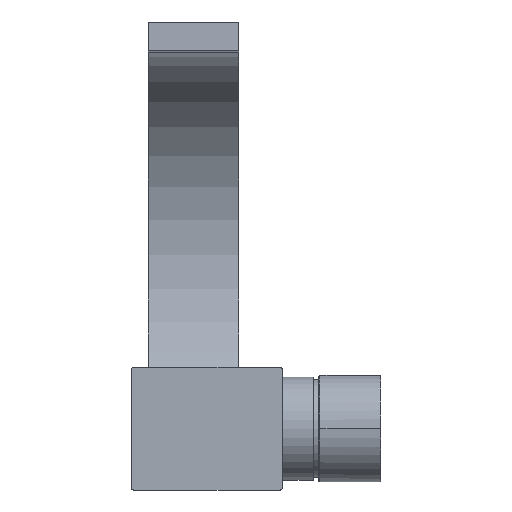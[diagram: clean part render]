
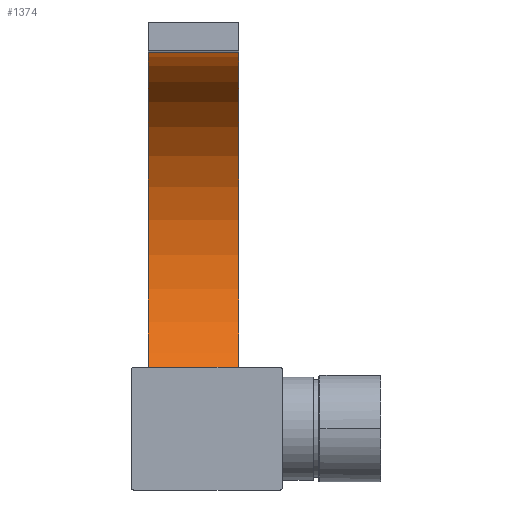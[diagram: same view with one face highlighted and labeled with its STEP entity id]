
A CAD part, front view. The second image highlights one B-rep face of the part: STEP entity #1374.
In plain terms, the highlighted cylindrical face has radius 77 mm (diameter 154 mm), a partial arc.
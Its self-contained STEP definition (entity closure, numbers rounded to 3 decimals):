
#12 = FACE_OUTER_BOUND ( 'NONE', #2212, .T. ) ;
#104 = AXIS2_PLACEMENT_3D ( 'NONE', #110, #1443, #312 ) ;
#110 = CARTESIAN_POINT ( 'NONE',  ( 17.5, 181., 82.5 ) ) ;
#114 = CARTESIAN_POINT ( 'NONE',  ( 17.5, 181., 5.5 ) ) ;
#167 = VERTEX_POINT ( 'NONE', #992 ) ;
#312 = DIRECTION ( 'NONE',  ( 0., 0., -1. ) ) ;
#329 = VERTEX_POINT ( 'NONE', #2184 ) ;
#348 = EDGE_CURVE ( 'NONE', #1342, #329, #1613, .T. ) ;
#489 = CARTESIAN_POINT ( 'NONE',  ( -17.5, 181., 5.5 ) ) ;
#535 = CIRCLE ( 'NONE', #104, 77. ) ;
#554 = CARTESIAN_POINT ( 'NONE',  ( 0., 181., 82.5 ) ) ;
#973 = ORIENTED_EDGE ( 'NONE', *, *, #2041, .T. ) ;
#978 = VECTOR ( 'NONE', #1829, 1000. ) ;
#992 = CARTESIAN_POINT ( 'NONE',  ( 17.5, 183.687, 159.453 ) ) ;
#1126 = ORIENTED_EDGE ( 'NONE', *, *, #1156, .T. ) ;
#1156 = EDGE_CURVE ( 'NONE', #1342, #1422, #1400, .T. ) ;
#1307 = DIRECTION ( 'NONE',  ( 1., 0., 0. ) ) ;
#1342 = VERTEX_POINT ( 'NONE', #1849 ) ;
#1374 = ADVANCED_FACE ( 'NONE', ( #12 ), #2434, .F. ) ;
#1400 = LINE ( 'NONE', #489, #1843 ) ;
#1422 = VERTEX_POINT ( 'NONE', #114 ) ;
#1440 = CARTESIAN_POINT ( 'NONE',  ( -17.5, 183.687, 159.453 ) ) ;
#1443 = DIRECTION ( 'NONE',  ( 1., 0., 0. ) ) ;
#1483 = LINE ( 'NONE', #1440, #978 ) ;
#1613 = CIRCLE ( 'NONE', #2355, 77. ) ;
#1686 = DIRECTION ( 'NONE',  ( 0., 0., -1. ) ) ;
#1720 = DIRECTION ( 'NONE',  ( 0., 0., -1. ) ) ;
#1829 = DIRECTION ( 'NONE',  ( 1., 0., 0. ) ) ;
#1843 = VECTOR ( 'NONE', #2004, 1000. ) ;
#1849 = CARTESIAN_POINT ( 'NONE',  ( -17.5, 181., 5.5 ) ) ;
#1913 = AXIS2_PLACEMENT_3D ( 'NONE', #554, #2058, #1686 ) ;
#2004 = DIRECTION ( 'NONE',  ( 1., 0., 0. ) ) ;
#2041 = EDGE_CURVE ( 'NONE', #1422, #167, #535, .T. ) ;
#2058 = DIRECTION ( 'NONE',  ( 1., 0., 0. ) ) ;
#2061 = EDGE_CURVE ( 'NONE', #329, #167, #1483, .T. ) ;
#2088 = CARTESIAN_POINT ( 'NONE',  ( -17.5, 181., 82.5 ) ) ;
#2126 = ORIENTED_EDGE ( 'NONE', *, *, #348, .F. ) ;
#2184 = CARTESIAN_POINT ( 'NONE',  ( -17.5, 183.687, 159.453 ) ) ;
#2212 = EDGE_LOOP ( 'NONE', ( #1126, #973, #2457, #2126 ) ) ;
#2355 = AXIS2_PLACEMENT_3D ( 'NONE', #2088, #1307, #1720 ) ;
#2434 = CYLINDRICAL_SURFACE ( 'NONE', #1913, 77. ) ;
#2457 = ORIENTED_EDGE ( 'NONE', *, *, #2061, .F. ) ;
